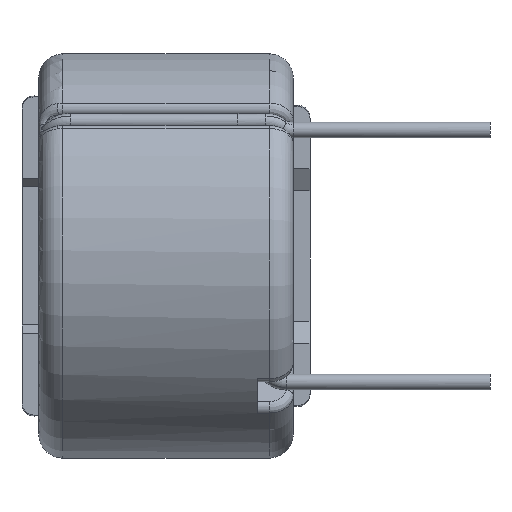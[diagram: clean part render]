
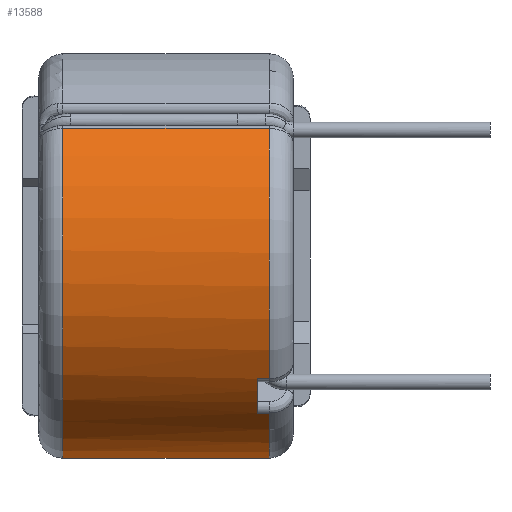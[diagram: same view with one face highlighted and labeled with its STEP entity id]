
A CAD part, left-side view. The second image highlights one B-rep face of the part: STEP entity #13588.
In plain terms, the highlighted cylindrical face has radius 17 mm (diameter 34 mm), a partial arc.
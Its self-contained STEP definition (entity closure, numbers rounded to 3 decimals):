
#14 = CARTESIAN_POINT ( 'NONE',  ( -13.257, -8.6, 10.642 ) ) ;
#37 = VERTEX_POINT ( 'NONE', #3800 ) ;
#384 = DIRECTION ( 'NONE',  ( 0., 0., -1. ) ) ;
#409 = EDGE_CURVE ( 'NONE', #15582, #14080, #10124, .T. ) ;
#690 = DIRECTION ( 'NONE',  ( 0., -1., 0. ) ) ;
#791 = CARTESIAN_POINT ( 'NONE',  ( 0., -8.6, 0. ) ) ;
#1186 = DIRECTION ( 'NONE',  ( 0., -1., 0. ) ) ;
#1471 = DIRECTION ( 'NONE',  ( 0., -1., 0. ) ) ;
#1993 = DIRECTION ( 'NONE',  ( 0., 0., 1. ) ) ;
#2118 = CARTESIAN_POINT ( 'NONE',  ( -10.85, -7.6, -13.088 ) ) ;
#2490 = DIRECTION ( 'NONE',  ( 0., 1., 0. ) ) ;
#2804 = AXIS2_PLACEMENT_3D ( 'NONE', #9427, #13104, #384 ) ;
#3221 = VERTEX_POINT ( 'NONE', #13415 ) ;
#3269 = DIRECTION ( 'NONE',  ( 0., -1., 0. ) ) ;
#3295 = LINE ( 'NONE', #10709, #5064 ) ;
#3305 = ORIENTED_EDGE ( 'NONE', *, *, #14135, .F. ) ;
#3800 = CARTESIAN_POINT ( 'NONE',  ( -13.257, 8.6, 10.642 ) ) ;
#3888 = CARTESIAN_POINT ( 'NONE',  ( -13.578, -7.6, -10.23 ) ) ;
#3936 = ORIENTED_EDGE ( 'NONE', *, *, #16124, .F. ) ;
#4030 = CIRCLE ( 'NONE', #2804, 17. ) ;
#4437 = VECTOR ( 'NONE', #6285, 1000. ) ;
#4798 = EDGE_CURVE ( 'NONE', #37, #15058, #15765, .T. ) ;
#5020 = ORIENTED_EDGE ( 'NONE', *, *, #8478, .F. ) ;
#5064 = VECTOR ( 'NONE', #3269, 1000. ) ;
#5205 = CIRCLE ( 'NONE', #15889, 17. ) ;
#5257 = DIRECTION ( 'NONE',  ( 0., 0., -1. ) ) ;
#5299 = EDGE_CURVE ( 'NONE', #15058, #3221, #5205, .T. ) ;
#5967 = VERTEX_POINT ( 'NONE', #13921 ) ;
#5972 = VECTOR ( 'NONE', #1471, 1000. ) ;
#6026 = CARTESIAN_POINT ( 'NONE',  ( -2.339, -8.6, -16.838 ) ) ;
#6285 = DIRECTION ( 'NONE',  ( 0., 1., 0. ) ) ;
#6527 = ORIENTED_EDGE ( 'NONE', *, *, #6581, .F. ) ;
#6581 = EDGE_CURVE ( 'NONE', #14080, #37, #6965, .T. ) ;
#6965 = CIRCLE ( 'NONE', #11149, 17. ) ;
#7195 = DIRECTION ( 'NONE',  ( 0., 1., 0. ) ) ;
#7233 = VERTEX_POINT ( 'NONE', #3888 ) ;
#7536 = CARTESIAN_POINT ( 'NONE',  ( -13.578, 10.6, -10.23 ) ) ;
#7553 = AXIS2_PLACEMENT_3D ( 'NONE', #791, #690, #1993 ) ;
#7899 = CARTESIAN_POINT ( 'NONE',  ( 0., 10.6, 0. ) ) ;
#8273 = FACE_OUTER_BOUND ( 'NONE', #14573, .T. ) ;
#8478 = EDGE_CURVE ( 'NONE', #14823, #5967, #3295, .T. ) ;
#9427 = CARTESIAN_POINT ( 'NONE',  ( 0., -7.6, 0. ) ) ;
#9786 = CARTESIAN_POINT ( 'NONE',  ( 0., 8.6, 0. ) ) ;
#10014 = CYLINDRICAL_SURFACE ( 'NONE', #16264, 17. ) ;
#10124 = LINE ( 'NONE', #15125, #4437 ) ;
#10302 = DIRECTION ( 'NONE',  ( 0., -1., 0. ) ) ;
#10709 = CARTESIAN_POINT ( 'NONE',  ( -10.85, 10.6, -13.088 ) ) ;
#10717 = CARTESIAN_POINT ( 'NONE',  ( -2.339, 8.6, -16.838 ) ) ;
#10940 = DIRECTION ( 'NONE',  ( 0., 0., 1. ) ) ;
#11149 = AXIS2_PLACEMENT_3D ( 'NONE', #9786, #7195, #10940 ) ;
#11204 = DIRECTION ( 'NONE',  ( 0., 0., 1. ) ) ;
#12742 = VECTOR ( 'NONE', #2490, 1000. ) ;
#13104 = DIRECTION ( 'NONE',  ( 0., 1., 0. ) ) ;
#13415 = CARTESIAN_POINT ( 'NONE',  ( -13.578, -8.6, -10.23 ) ) ;
#13588 = ADVANCED_FACE ( 'NONE', ( #8273 ), #10014, .T. ) ;
#13675 = ORIENTED_EDGE ( 'NONE', *, *, #4798, .F. ) ;
#13921 = CARTESIAN_POINT ( 'NONE',  ( -10.85, -8.6, -13.088 ) ) ;
#14080 = VERTEX_POINT ( 'NONE', #10717 ) ;
#14135 = EDGE_CURVE ( 'NONE', #5967, #15582, #15271, .T. ) ;
#14207 = CARTESIAN_POINT ( 'NONE',  ( 0., -8.6, 0. ) ) ;
#14343 = ORIENTED_EDGE ( 'NONE', *, *, #409, .F. ) ;
#14573 = EDGE_LOOP ( 'NONE', ( #15218, #3936, #16316, #13675, #6527, #14343, #3305, #5020 ) ) ;
#14823 = VERTEX_POINT ( 'NONE', #2118 ) ;
#15058 = VERTEX_POINT ( 'NONE', #14 ) ;
#15125 = CARTESIAN_POINT ( 'NONE',  ( -2.339, 10.6, -16.838 ) ) ;
#15218 = ORIENTED_EDGE ( 'NONE', *, *, #15302, .T. ) ;
#15271 = CIRCLE ( 'NONE', #7553, 17. ) ;
#15302 = EDGE_CURVE ( 'NONE', #14823, #7233, #4030, .T. ) ;
#15386 = CARTESIAN_POINT ( 'NONE',  ( -13.257, 10.6, 10.642 ) ) ;
#15582 = VERTEX_POINT ( 'NONE', #6026 ) ;
#15765 = LINE ( 'NONE', #15386, #5972 ) ;
#15889 = AXIS2_PLACEMENT_3D ( 'NONE', #14207, #1186, #11204 ) ;
#16100 = LINE ( 'NONE', #7536, #12742 ) ;
#16124 = EDGE_CURVE ( 'NONE', #3221, #7233, #16100, .T. ) ;
#16264 = AXIS2_PLACEMENT_3D ( 'NONE', #7899, #10302, #5257 ) ;
#16316 = ORIENTED_EDGE ( 'NONE', *, *, #5299, .F. ) ;
